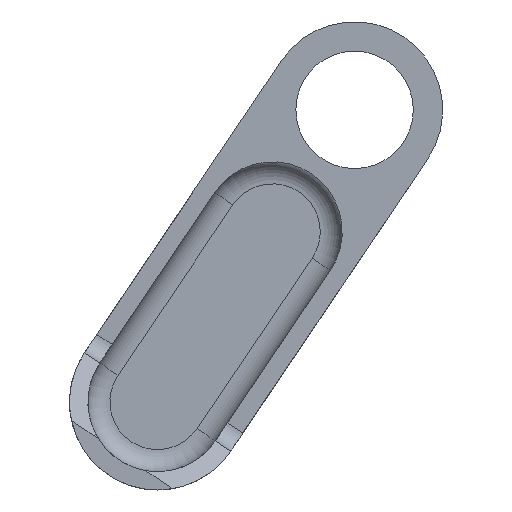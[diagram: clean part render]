
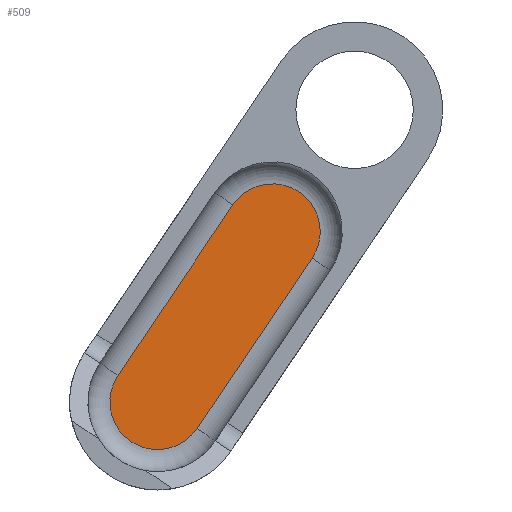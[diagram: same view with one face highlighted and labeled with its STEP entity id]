
A CAD part, front view. The second image highlights one B-rep face of the part: STEP entity #509.
In plain terms, the highlighted planar face has unit normal (0, -1, 0).
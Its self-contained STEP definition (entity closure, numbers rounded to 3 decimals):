
#470=CARTESIAN_POINT('Axis2P3D Location',(0.,7.5,0.)) ;
#475=CARTESIAN_POINT('Line Origine',(-13.624,7.5,-31.822)) ;
#479=CARTESIAN_POINT('Vertex',(-21.453,7.5,-43.429)) ;
#481=CARTESIAN_POINT('Vertex',(-5.795,7.5,-20.216)) ;
#484=CARTESIAN_POINT('Axis2P3D Location',(-11.184,7.5,-16.581)) ;
#488=CARTESIAN_POINT('Vertex',(-16.573,7.5,-12.946)) ;
#491=CARTESIAN_POINT('Line Origine',(-24.401,7.5,-24.553)) ;
#495=CARTESIAN_POINT('Vertex',(-32.23,7.5,-36.159)) ;
#498=CARTESIAN_POINT('Axis2P3D Location',(-26.841,7.5,-39.794)) ;
#477=VECTOR('Line Direction',#476,1.) ;
#493=VECTOR('Line Direction',#492,1.) ;
#471=DIRECTION('Axis2P3D Direction',(0.,1.,-0.)) ;
#472=DIRECTION('Axis2P3D XDirection',(-1.,0.,0.)) ;
#476=DIRECTION('Vector Direction',(0.559,0.,0.829)) ;
#485=DIRECTION('Axis2P3D Direction',(0.,1.,-0.)) ;
#492=DIRECTION('Vector Direction',(-0.559,0.,-0.829)) ;
#499=DIRECTION('Axis2P3D Direction',(0.,1.,-0.)) ;
#473=AXIS2_PLACEMENT_3D('Plane Axis2P3D',#470,#471,#472) ;
#486=AXIS2_PLACEMENT_3D('Circle Axis2P3D',#484,#485,$) ;
#500=AXIS2_PLACEMENT_3D('Circle Axis2P3D',#498,#499,$) ;
#478=LINE('Line',#475,#477) ;
#494=LINE('Line',#491,#493) ;
#487=CIRCLE('generated circle',#486,6.5) ;
#501=CIRCLE('generated circle',#500,6.5) ;
#474=PLANE('',#473) ;
#483=EDGE_CURVE('',#480,#482,#478,.T.) ;
#490=EDGE_CURVE('',#482,#489,#487,.F.) ;
#497=EDGE_CURVE('',#489,#496,#494,.T.) ;
#502=EDGE_CURVE('',#496,#480,#501,.F.) ;
#503=EDGE_LOOP('',(#504,#505,#506,#507)) ;
#504=ORIENTED_EDGE('',*,*,#483,.T.) ;
#505=ORIENTED_EDGE('',*,*,#490,.T.) ;
#506=ORIENTED_EDGE('',*,*,#497,.T.) ;
#507=ORIENTED_EDGE('',*,*,#502,.T.) ;
#480=VERTEX_POINT('',#479) ;
#482=VERTEX_POINT('',#481) ;
#489=VERTEX_POINT('',#488) ;
#496=VERTEX_POINT('',#495) ;
#509=ADVANCED_FACE('Corps principal',(#508),#474,.F.) ;
#508=FACE_OUTER_BOUND('',#503,.T.) ;
